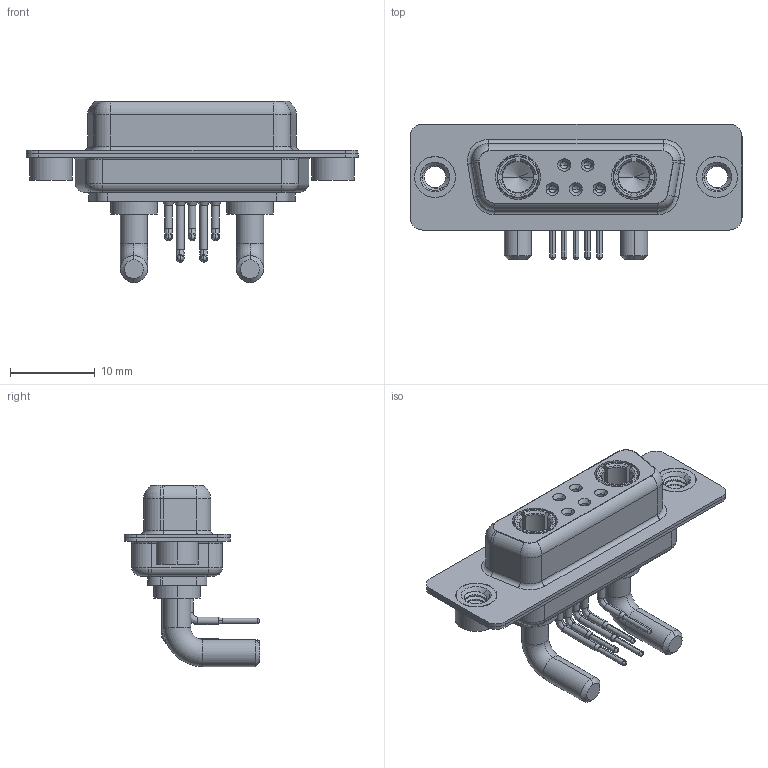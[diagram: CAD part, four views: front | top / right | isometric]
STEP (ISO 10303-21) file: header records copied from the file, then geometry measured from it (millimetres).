
FILE_DESCRIPTION (( 'STEP AP203' ), '1' );
FILE_NAME ('630-7W2-640-3NA.STEP', '2022-05-31T04:26:08', ( '' ), ( '' ), 'SwSTEP 2.0', 'SolidWorks 2020', '' );
FILE_SCHEMA (( 'CONFIG_CONTROL_DESIGN' ));
Length unit declared in the file: millimetre
Products named in the file (8): 630Combo Shell Front_15 Contacts; 630Combo Threaded Rivet_A; Power Socket_30A RA; 630Combo Contact Row 1; 630Combo Housing_7W2; 630Combo Shell Rear_15 Contacts; 630Combo Contact Row 2; 630-7W2-640-3NA
Assembly tree (12 placements, depth 2):
  630-7W2-640-3NA
    630Combo Housing_7W2
    630Combo Shell Front_15 Contacts
    630Combo Shell Rear_15 Contacts
    630Combo Threaded Rivet_A  x2
    Power Socket_30A RA  x2
    630Combo Contact Row 1  x2
    630Combo Contact Row 2  x3
Bounding box: 39.2 x 16 x 21.4 mm (x, y, z)
Volume: 2691.4 mm3; surface area: 6122.8 mm2
Topology: 14 solids, 14 shells, 694 faces, 1758 edges, 1110 vertices
Faces by surface type: cylinder 300, plane 200, cone 97, torus 69, bspline 28
Entity records: 16807 total; most frequent: CARTESIAN_POINT 4431, DIRECTION 2548, ORIENTED_EDGE 2314, EDGE_CURVE 1157, AXIS2_PLACEMENT_3D 1044, VERTEX_POINT 736, CIRCLE 570, EDGE_LOOP 533
